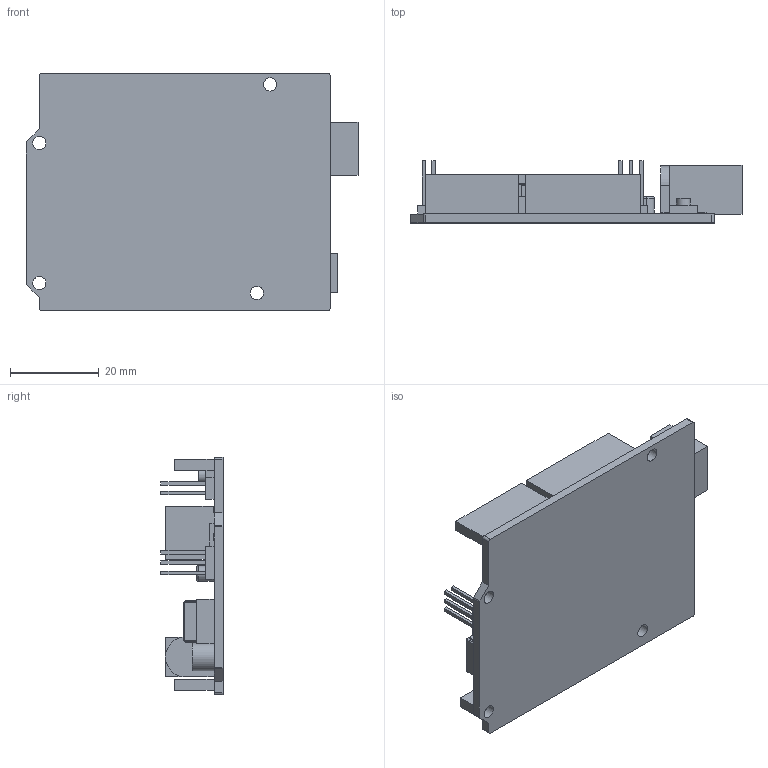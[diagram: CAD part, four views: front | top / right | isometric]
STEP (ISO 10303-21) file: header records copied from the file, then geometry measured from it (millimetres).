
FILE_DESCRIPTION(/* description */ (''),/* implementation_level */ '2;1');
FILE_NAME(/* name */ 'Arduino_Uno.stp',/* time_stamp */ '2016-11-22T20:37:33+02:00',/* author */ ('Dimitris'),/* organization */ (''),/* preprocessor_version */ 'ST-DEVELOPER v15.2',/* originating_system */ 'Autodesk Inventor 2014',/* authorisation */ '');
FILE_SCHEMA (('AUTOMOTIVE_DESIGN { 1 0 10303 214 3 1 1 }'));
Length unit declared in the file: millimetre
Products named in the file (1): Arduino_Uno
Bounding box: 74.8 x 14 x 53.5 mm (x, y, z)
Volume: 14872.7 mm3; surface area: 13051.8 mm2
Topology: 1 solids, 1 shells, 538 faces, 1375 edges, 911 vertices
Faces by surface type: plane 516, cylinder 20, torus 2
Full cylindrical faces by diameter (mm): 1.2 x1, 3 x4, 3.14 x1, 6 x1, 6.2 x2
Entity records: 16425 total; most frequent: CARTESIAN_POINT 2808, ORIENTED_EDGE 2724, DIRECTION 2483, EDGE_CURVE 1362, LINE 1319, VECTOR 1319, VERTEX_POINT 907, EDGE_LOOP 627
